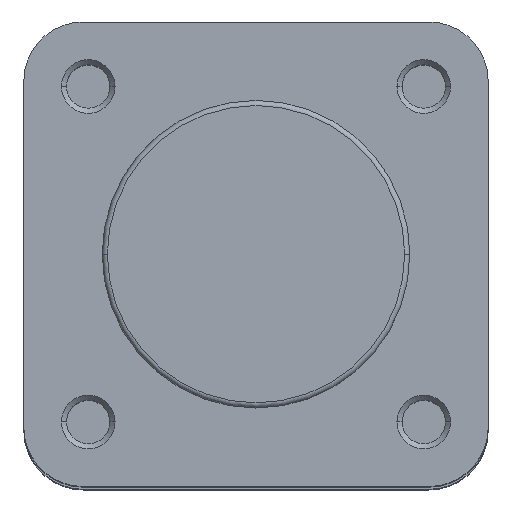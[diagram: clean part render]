
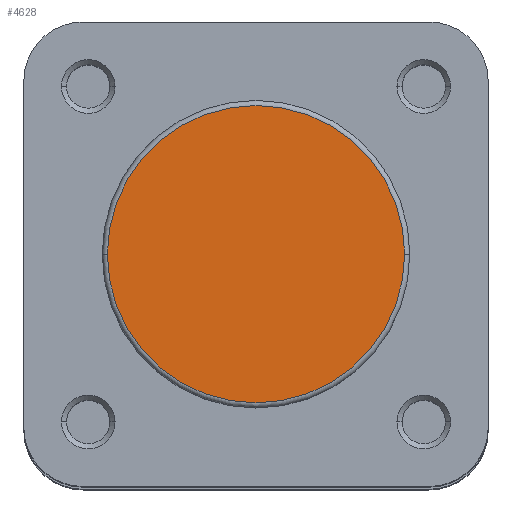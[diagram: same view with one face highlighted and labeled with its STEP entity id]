
A CAD part, top view. The second image highlights one B-rep face of the part: STEP entity #4628.
In plain terms, the highlighted planar face has unit normal (0, 0, 1).
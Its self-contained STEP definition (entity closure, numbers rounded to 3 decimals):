
#60 = CIRCLE ( 'NONE', #2746, 14.4 ) ;
#150 = CARTESIAN_POINT ( 'NONE',  ( 0., 0., 0. ) ) ;
#153 = DIRECTION ( 'NONE',  ( 0., 0., 1. ) ) ;
#154 = DIRECTION ( 'NONE',  ( -1., 0., 0. ) ) ;
#835 = CARTESIAN_POINT ( 'NONE',  ( -14.4, 0., 0. ) ) ;
#983 = PLANE ( 'NONE',  #2629 ) ;
#1024 = CARTESIAN_POINT ( 'NONE',  ( 0., 14.9, 0. ) ) ;
#1029 = DIRECTION ( 'NONE',  ( 0., 0., -1. ) ) ;
#1030 = DIRECTION ( 'NONE',  ( -1., 0., 0. ) ) ;
#1500 = EDGE_CURVE ( 'NONE', #4846, #4397, #60, .T. ) ;
#1554 = EDGE_CURVE ( 'NONE', #4397, #4846, #4356, .T. ) ;
#2094 = FACE_OUTER_BOUND ( 'NONE', #4299, .T. ) ;
#2629 = AXIS2_PLACEMENT_3D ( 'NONE', #1024, #1029, #1030 ) ;
#2746 = AXIS2_PLACEMENT_3D ( 'NONE', #4420, #4418, #4417 ) ;
#2856 = AXIS2_PLACEMENT_3D ( 'NONE', #150, #153, #154 ) ;
#3271 = CARTESIAN_POINT ( 'NONE',  ( 14.4, 0., 0. ) ) ;
#4048 = ORIENTED_EDGE ( 'NONE', *, *, #1500, .T. ) ;
#4049 = ORIENTED_EDGE ( 'NONE', *, *, #1554, .T. ) ;
#4299 = EDGE_LOOP ( 'NONE', ( #4049, #4048 ) ) ;
#4356 = CIRCLE ( 'NONE', #2856, 14.4 ) ;
#4397 = VERTEX_POINT ( 'NONE', #835 ) ;
#4417 = DIRECTION ( 'NONE',  ( -1., 0., 0. ) ) ;
#4418 = DIRECTION ( 'NONE',  ( 0., 0., 1. ) ) ;
#4420 = CARTESIAN_POINT ( 'NONE',  ( 0., 0., 0. ) ) ;
#4628 = ADVANCED_FACE ( 'NONE', ( #2094 ), #983, .F. ) ;
#4846 = VERTEX_POINT ( 'NONE', #3271 ) ;
